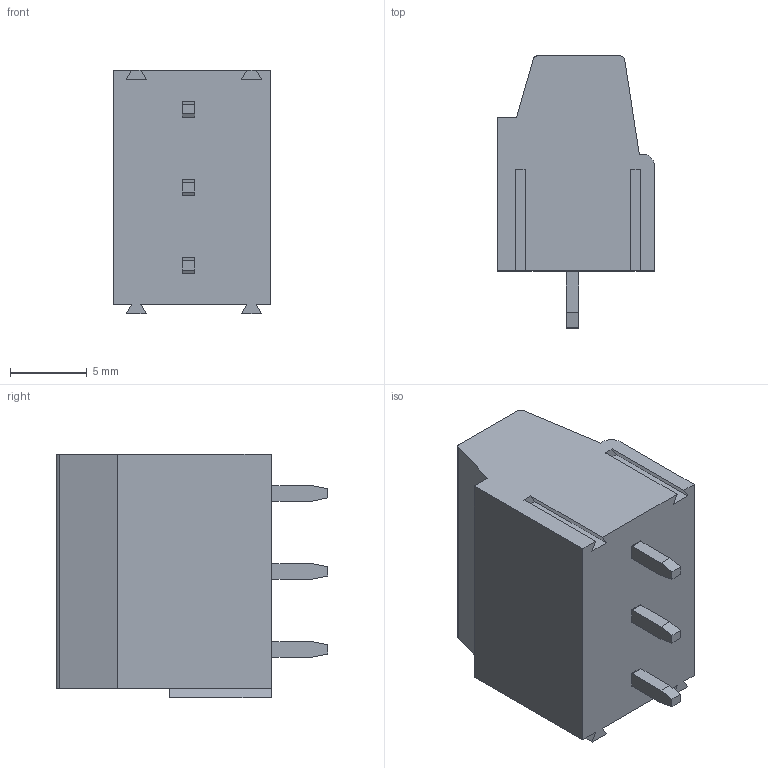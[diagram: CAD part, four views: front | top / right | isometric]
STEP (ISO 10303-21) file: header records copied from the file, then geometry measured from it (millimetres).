
FILE_DESCRIPTION (( 'STEP AP214' ), '1' );
FILE_NAME ('CUI_DEVICES_TB007-508-03BE.step', '2019-10-21T21:17:09', ( '' ), ( '' ), 'SwSTEP 2.0', 'SolidWorks 2019', '' );
FILE_SCHEMA (( 'AUTOMOTIVE_DESIGN' ));
Length unit declared in the file: millimetre
Products named in the file (2): TB007-508-03P_Blue - S; CUI_DEVICES_TB007-508-03BE
Assembly tree (1 placements, depth 2):
  CUI_DEVICES_TB007-508-03BE
    TB007-508-03P_Blue - S
Bounding box: 10.25 x 17.7 x 15.84 mm (x, y, z)
Volume: 1838.4 mm3; surface area: 1247.6 mm2
Topology: 1 solids, 1 shells, 122 faces, 312 edges, 204 vertices
Faces by surface type: plane 80, bspline 21, cylinder 15, cone 6
Entity records: 4657 total; most frequent: CARTESIAN_POINT 1227, ORIENTED_EDGE 624, DIRECTION 555, EDGE_CURVE 312, VERTEX_POINT 204, LINE 195, VECTOR 195, AXIS2_PLACEMENT_3D 180
